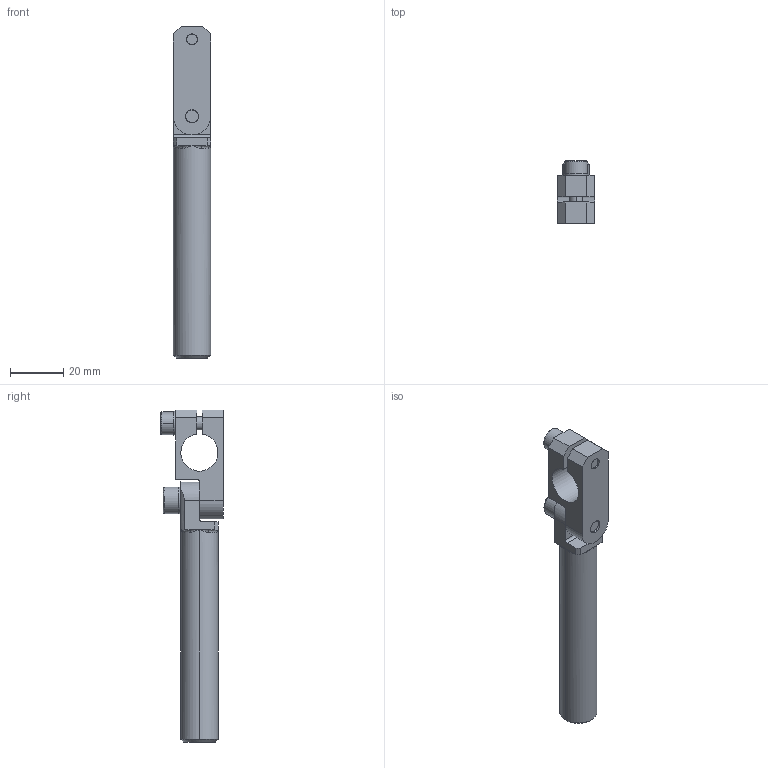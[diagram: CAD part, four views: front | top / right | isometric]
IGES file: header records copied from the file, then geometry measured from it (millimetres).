
Global section: file name: No Iges File Name specified; native system: AutoDesk Inventor R11.0; preprocessor: AutoDesk Inventor Iges Exporter R11.0; author: No Author specified; organization: No Organization specified; date: 20080117.090955; units: millimetre
Bounding box: 14 x 23.6 x 125 mm (x, y, z)
Volume: 14736.9 mm3; surface area: 11901.1 mm2
Topology: 6 solids, 6 shells, 121 faces, 292 edges, 177 vertices
Faces by surface type: plane 54, bspline 26, cylinder 22, revolution 9, cone 8, torus 2
